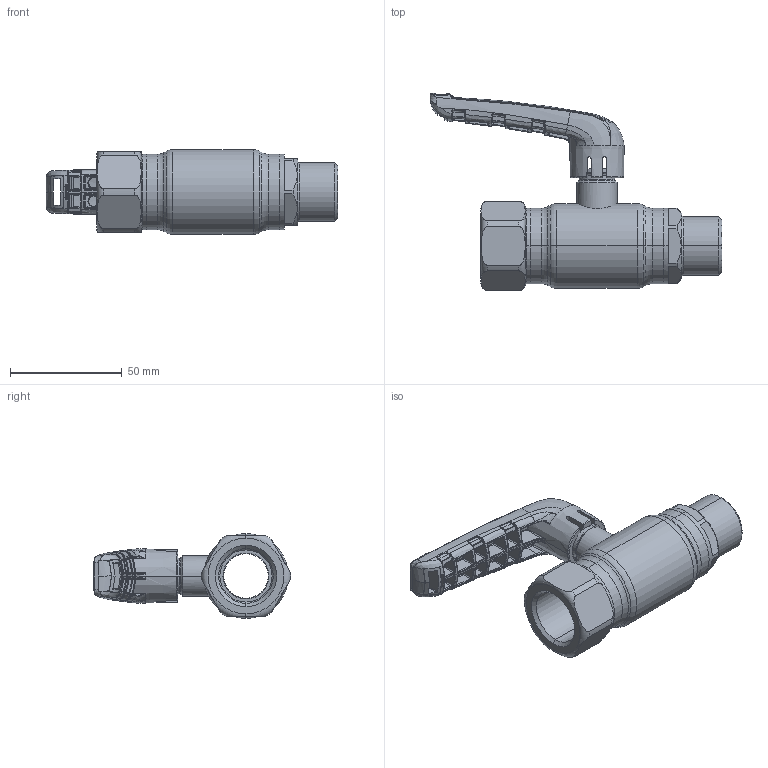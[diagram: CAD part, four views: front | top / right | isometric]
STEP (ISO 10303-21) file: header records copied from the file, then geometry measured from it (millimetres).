
FILE_DESCRIPTION (( 'STEP AP214' ), '1' );
FILE_NAME ('2020002400-xxxx.step', '2019-05-10T06:53:06', ( '' ), ( '' ), 'SwSTEP 2.0', 'SolidWorks 2017', '' );
FILE_SCHEMA (( 'AUTOMOTIVE_DESIGN' ));
Length unit declared in the file: millimetre
Products named in the file (1): 2020002400-xxxx
Bounding box: 130.78 x 88.38 x 38 mm (x, y, z)
Surface area: 27563.3 mm2 (no closed solid volume)
Topology: 0 solids, 7 shells, 832 faces, 2405 edges, 1493 vertices
Faces by surface type: bspline 652, plane 76, cylinder 46, torus 33, cone 25
Entity records: 59106 total; most frequent: CARTESIAN_POINT 33963, ORIENTED_EDGE 4207, EDGE_CURVE 2379, DIRECTION 1681, B_SPLINE_CURVE_WITH_KNOTS 1619, VERTEX_POINT 1493, EDGE_LOOP 857, UNCERTAINTY_MEASURE_WITH_UNIT 834
